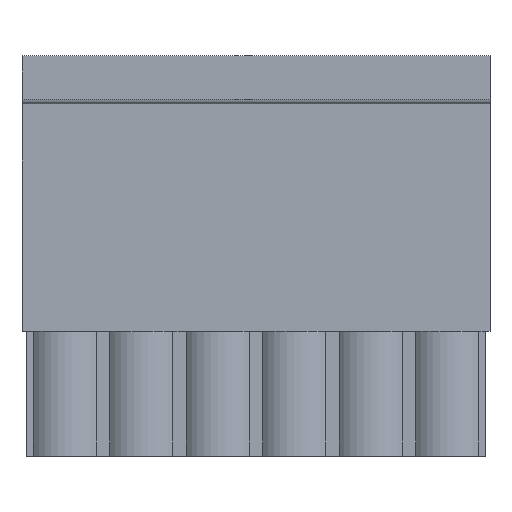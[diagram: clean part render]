
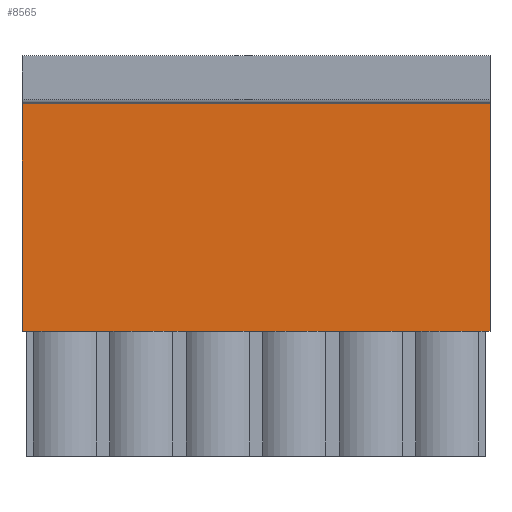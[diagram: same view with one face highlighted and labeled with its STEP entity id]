
A CAD part, top view. The second image highlights one B-rep face of the part: STEP entity #8565.
In plain terms, the highlighted planar face has unit normal (0, 0, 1).
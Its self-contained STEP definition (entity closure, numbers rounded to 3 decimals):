
#1=DIRECTION('',(0.,-1.,0.));
#2=VECTOR('',#1,15.1);
#3=CARTESIAN_POINT('',(0.,9.44,6.96));
#4=LINE('',#3,#2);
#332=DIRECTION('',(-1.,0.,0.));
#333=VECTOR('',#332,31.1);
#334=CARTESIAN_POINT('',(0.,-5.66,6.96));
#335=LINE('',#334,#333);
#1473=DIRECTION('',(0.,-1.,0.));
#1474=VECTOR('',#1473,15.1);
#1475=CARTESIAN_POINT('',(-31.1,9.44,6.96));
#1476=LINE('',#1475,#1474);
#2641=DIRECTION('',(-1.,0.,0.));
#2642=VECTOR('',#2641,31.1);
#2643=CARTESIAN_POINT('',(0.,9.44,6.96));
#2644=LINE('',#2643,#2642);
#4047=CARTESIAN_POINT('',(0.,9.44,6.96));
#4048=CARTESIAN_POINT('',(0.,-5.66,6.96));
#4049=VERTEX_POINT('',#4047);
#4050=VERTEX_POINT('',#4048);
#4093=CARTESIAN_POINT('',(-31.1,9.44,6.96));
#4094=CARTESIAN_POINT('',(-31.1,-5.66,6.96));
#4095=VERTEX_POINT('',#4093);
#4096=VERTEX_POINT('',#4094);
#8554=CARTESIAN_POINT('',(0.,9.44,6.96));
#8555=DIRECTION('',(0.,0.,1.));
#8556=DIRECTION('',(0.,-1.,0.));
#8557=AXIS2_PLACEMENT_3D('',#8554,#8555,#8556);
#8558=PLANE('',#8557);
#8559=ORIENTED_EDGE('',*,*,#5322,.T.);
#8560=ORIENTED_EDGE('',*,*,#5380,.T.);
#8561=ORIENTED_EDGE('',*,*,#7173,.F.);
#8562=ORIENTED_EDGE('',*,*,#8547,.F.);
#8563=EDGE_LOOP('',(#8559,#8560,#8561,#8562));
#8564=FACE_OUTER_BOUND('',#8563,.F.);
#8565=ADVANCED_FACE('',(#8564),#8558,.T.);
#5322=EDGE_CURVE('',#4049,#4050,#4,.T.);
#5380=EDGE_CURVE('',#4050,#4096,#335,.T.);
#7173=EDGE_CURVE('',#4095,#4096,#1476,.T.);
#8547=EDGE_CURVE('',#4049,#4095,#2644,.T.);
